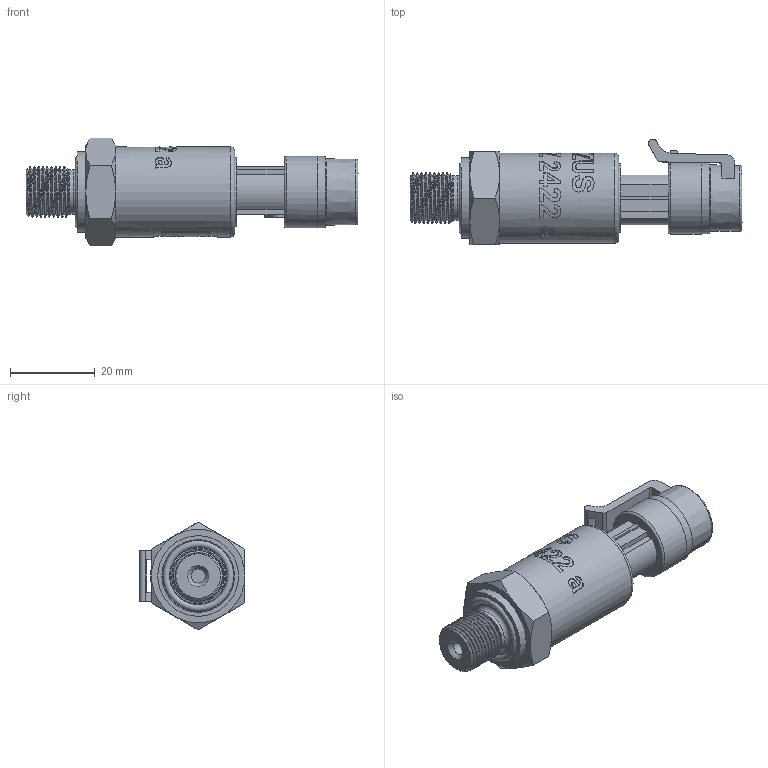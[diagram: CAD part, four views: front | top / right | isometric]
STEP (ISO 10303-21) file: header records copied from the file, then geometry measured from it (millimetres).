
FILE_DESCRIPTION(/* description */ (''),/* implementation_level */ '2;1');
FILE_NAME(/* name */ 'APZ2422a_M12x1DIN_Pac.step',/* time_stamp */ '2021-07-14T15:53:39+03:00',/* author */ (''),/* organization */ (''),/* preprocessor_version */ 'ST-DEVELOPER v18.1',/* originating_system */ 'Autodesk Translation Framework v10.9.0.1377',/* authorisation */ '');
FILE_SCHEMA (('AUTOMOTIVE_DESIGN { 1 0 10303 214 3 1 1 }'));
Length unit declared in the file: millimetre
Products named in the file (4): АПЗ 2422 a - filled (not 100% correct
); M12x1 DIN; Packard male v13; Packard female v5
Assembly tree (3 placements, depth 2):
  АПЗ 2422 a - filled (not 100% correct
)
    M12x1 DIN
    Packard male v13
    Packard female v5
Bounding box: 78.2 x 24.89 x 25.4 mm (x, y, z)
Volume: 19362.7 mm3; surface area: 11261.1 mm2
Topology: 11 solids, 11 shells, 540 faces, 1402 edges, 929 vertices
Faces by surface type: bspline 260, plane 156, cylinder 78, cone 33, torus 13
Full cylindrical faces by diameter (mm): 1.5 x3, 3.3 x1, 10.123 x1, 10.5 x1, 10.741 x9, 11.884 x8, 12 x1, 12.623 x2, 13.5 x1, 13.9 x1, 16.2 x2, 16.7 x1, 16.9 x1, 18.2 x1, 19 x1, 20.2 x1, 21.2 x1
Entity records: 23751 total; most frequent: CARTESIAN_POINT 12178, ORIENTED_EDGE 2804, DIRECTION 1551, EDGE_CURVE 1402, VERTEX_POINT 929, LINE 601, VECTOR 601, EDGE_LOOP 599
